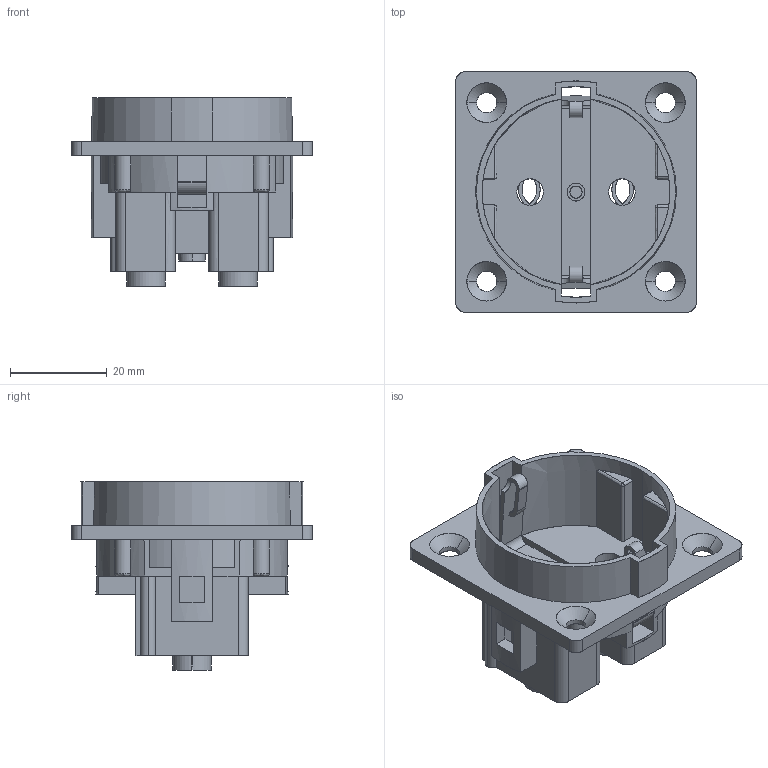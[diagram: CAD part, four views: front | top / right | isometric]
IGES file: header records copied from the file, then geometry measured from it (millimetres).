
Start section: SolidWorks IGES file using analytic representation for surfaces
Global section: file name: 88011082.IGS; native system: SolidWorks 2020; preprocessor: SolidWorks 2020; author: DGoodwin; date: 201207.220307; units: millimetre
Bounding box: 49.8 x 49.8 x 39 mm (x, y, z)
Surface area: 19121.1 mm2 (no closed solid volume)
Topology: 0 solids, 0 shells, 601 faces, 7833 edges, 7831 vertices
Faces by surface type: bspline 330, revolution 271
